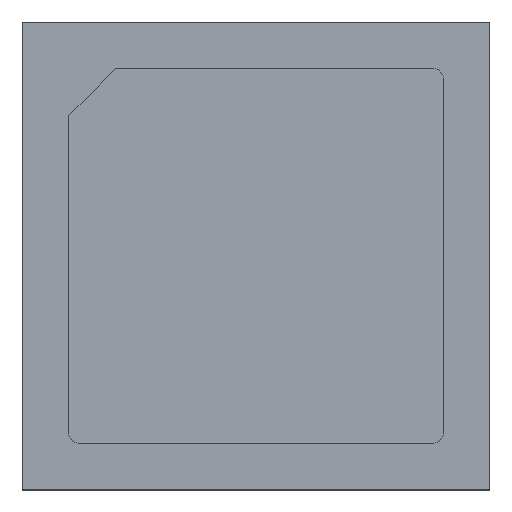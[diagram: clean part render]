
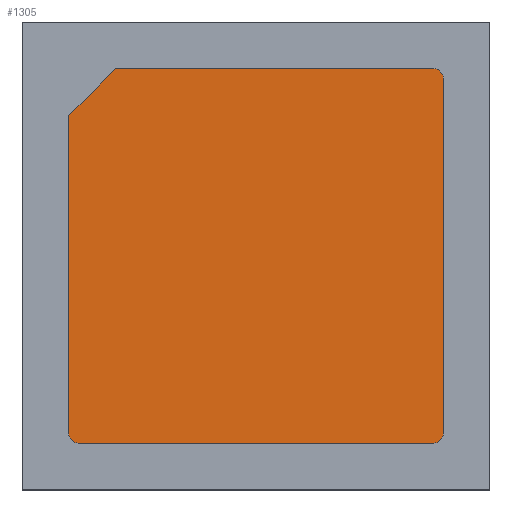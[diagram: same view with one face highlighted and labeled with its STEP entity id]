
A CAD part, top view. The second image highlights one B-rep face of the part: STEP entity #1305.
In plain terms, the highlighted face is planar.
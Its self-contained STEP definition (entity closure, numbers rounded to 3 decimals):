
#1063=CARTESIAN_POINT('',(3.8,0.5,3.8));
#1064=DIRECTION('',(0.,1.,0.));
#1065=DIRECTION('',(0.,0.,1.));
#1066=AXIS2_PLACEMENT_3D('',#1063,#1064,#1065);
#1071=DIRECTION('',(1.,0.,0.));
#1072=VECTOR('',#1071,7.6);
#1073=CARTESIAN_POINT('',(-3.8,0.5,4.));
#1074=LINE('',#1073,#1072);
#1078=CARTESIAN_POINT('',(-3.8,0.5,3.8));
#1079=DIRECTION('',(0.,1.,0.));
#1080=DIRECTION('',(-1.,0.,0.));
#1081=AXIS2_PLACEMENT_3D('',#1078,#1079,#1080);
#1086=DIRECTION('',(0.,0.,1.));
#1087=VECTOR('',#1086,6.8);
#1088=CARTESIAN_POINT('',(-4.,0.5,-3.));
#1089=LINE('',#1088,#1087);
#1093=DIRECTION('',(-0.707,0.,0.707));
#1094=VECTOR('',#1093,1.414);
#1095=CARTESIAN_POINT('',(-3.,0.5,-4.));
#1096=LINE('',#1095,#1094);
#1100=DIRECTION('',(-1.,0.,0.));
#1101=VECTOR('',#1100,6.8);
#1102=CARTESIAN_POINT('',(3.8,0.5,-4.));
#1103=LINE('',#1102,#1101);
#1107=CARTESIAN_POINT('',(3.8,0.5,-3.8));
#1108=DIRECTION('',(0.,1.,0.));
#1109=DIRECTION('',(1.,0.,0.));
#1110=AXIS2_PLACEMENT_3D('',#1107,#1108,#1109);
#1115=DIRECTION('',(0.,0.,-1.));
#1116=VECTOR('',#1115,7.6);
#1117=CARTESIAN_POINT('',(4.,0.5,3.8));
#1118=LINE('',#1117,#1116);
#1126=CARTESIAN_POINT('',(-3.,0.5,-4.));
#1127=VERTEX_POINT('',#1126);
#1128=CARTESIAN_POINT('',(-4.,0.5,-3.));
#1129=VERTEX_POINT('',#1128);
#1134=CARTESIAN_POINT('',(3.8,0.5,4.));
#1135=VERTEX_POINT('',#1134);
#1136=CARTESIAN_POINT('',(4.,0.5,3.8));
#1137=VERTEX_POINT('',#1136);
#1142=CARTESIAN_POINT('',(-4.,0.5,3.8));
#1143=VERTEX_POINT('',#1142);
#1144=CARTESIAN_POINT('',(-3.8,0.5,4.));
#1145=VERTEX_POINT('',#1144);
#1150=CARTESIAN_POINT('',(4.,0.5,-3.8));
#1151=VERTEX_POINT('',#1150);
#1152=CARTESIAN_POINT('',(3.8,0.5,-4.));
#1153=VERTEX_POINT('',#1152);
#1290=CARTESIAN_POINT('',(0.,0.5,0.));
#1291=DIRECTION('',(0.,1.,0.));
#1292=DIRECTION('',(1.,0.,0.));
#1293=AXIS2_PLACEMENT_3D('',#1290,#1291,#1292);
#1294=PLANE('',#1293);
#1295=ORIENTED_EDGE('',*,*,#1186,.F.);
#1296=ORIENTED_EDGE('',*,*,#1202,.F.);
#1297=ORIENTED_EDGE('',*,*,#1215,.F.);
#1298=ORIENTED_EDGE('',*,*,#1230,.F.);
#1299=ORIENTED_EDGE('',*,*,#1243,.F.);
#1300=ORIENTED_EDGE('',*,*,#1256,.F.);
#1301=ORIENTED_EDGE('',*,*,#1271,.F.);
#1302=ORIENTED_EDGE('',*,*,#1283,.F.);
#1303=EDGE_LOOP('',(#1295,#1296,#1297,#1298,#1299,#1300,#1301,#1302));
#1304=FACE_OUTER_BOUND('',#1303,.F.);
#1305=ADVANCED_FACE('',(#1304),#1294,.T.);
#1067=CIRCLE('',#1066,0.2);
#1082=CIRCLE('',#1081,0.2);
#1111=CIRCLE('',#1110,0.2);
#1186=EDGE_CURVE('',#1135,#1137,#1067,.T.);
#1202=EDGE_CURVE('',#1145,#1135,#1074,.T.);
#1215=EDGE_CURVE('',#1143,#1145,#1082,.T.);
#1230=EDGE_CURVE('',#1129,#1143,#1089,.T.);
#1243=EDGE_CURVE('',#1127,#1129,#1096,.T.);
#1256=EDGE_CURVE('',#1153,#1127,#1103,.T.);
#1271=EDGE_CURVE('',#1151,#1153,#1111,.T.);
#1283=EDGE_CURVE('',#1137,#1151,#1118,.T.);
